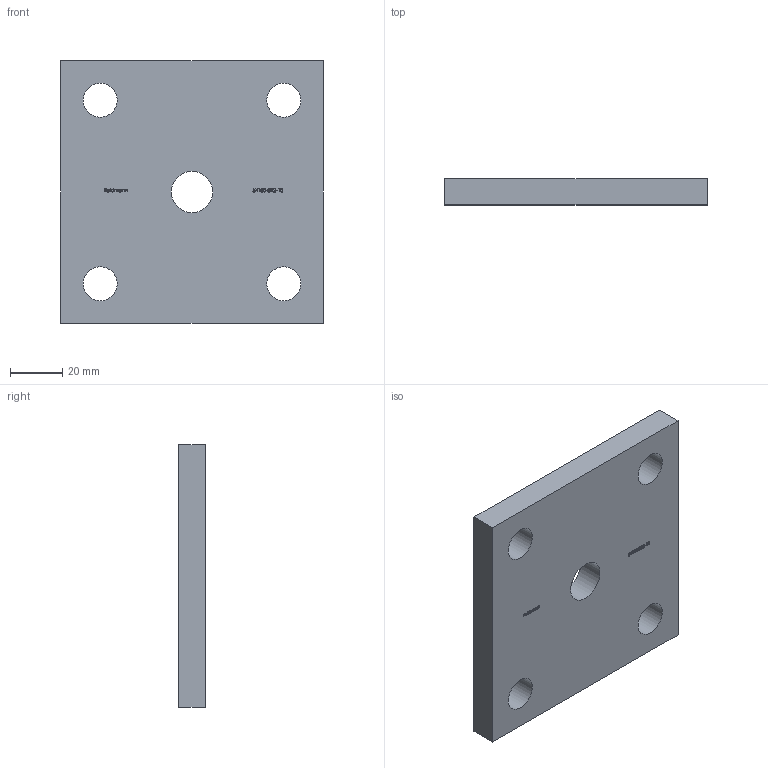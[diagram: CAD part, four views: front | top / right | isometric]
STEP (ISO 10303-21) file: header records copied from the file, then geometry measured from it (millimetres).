
FILE_DESCRIPTION (( 'STEP AP203' ), '1' );
FILE_NAME ('54100-STQ-10.step', '2022-12-06T09:04:27', ( '' ), ( '' ), 'SwSTEP 2.0', 'SolidWorks 2018', '' );
FILE_SCHEMA (( 'CONFIG_CONTROL_DESIGN' ));
Length unit declared in the file: millimetre
Products named in the file (1): 54100-STQ-10
Bounding box: 100 x 10 x 100 mm (x, y, z)
Volume: 92729.4 mm3; surface area: 24686.7 mm2
Topology: 1 solids, 1 shells, 256 faces, 678 edges, 452 vertices
Faces by surface type: plane 143, bspline 108, cylinder 5
Full cylindrical faces by diameter (mm): 13 x4, 15.8 x1
Entity records: 14060 total; most frequent: CARTESIAN_POINT 8354, ORIENTED_EDGE 1346, DIRECTION 765, EDGE_CURVE 673, VERTEX_POINT 452, VECTOR 447, LINE 447, EDGE_LOOP 299
